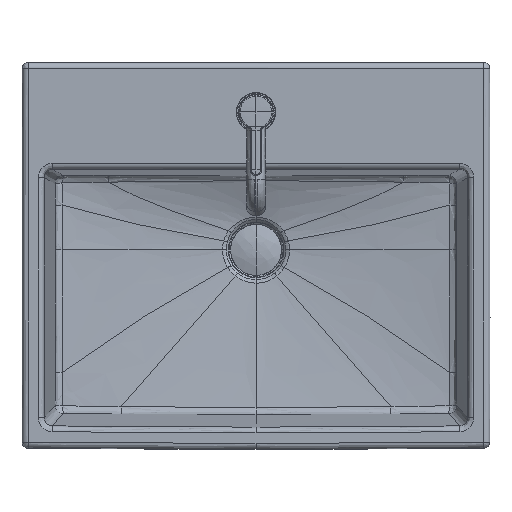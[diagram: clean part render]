
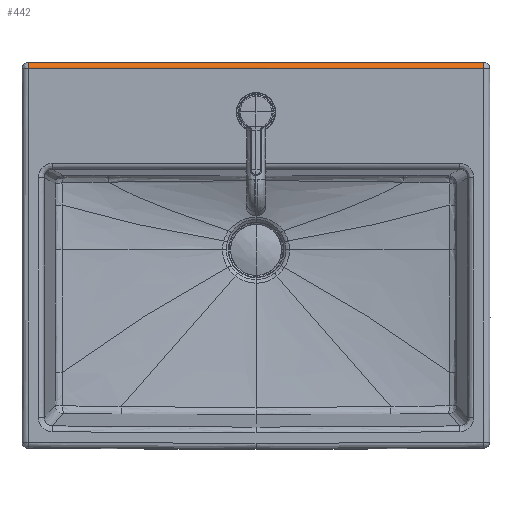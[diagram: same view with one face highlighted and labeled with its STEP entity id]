
A CAD part, top view. The second image highlights one B-rep face of the part: STEP entity #442.
In plain terms, the highlighted free-form (B-spline) face has degree [2, 1] with [3, 2] control points.
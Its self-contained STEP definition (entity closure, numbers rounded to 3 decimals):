
#442=ADVANCED_FACE('',(#1251),#24405,.T.);
#1251=FACE_OUTER_BOUND('',#2090,.T.);
#2090=EDGE_LOOP('',(#4228,#4229,#4230,#4231));
#4228=ORIENTED_EDGE('',*,*,#17596,.T.);
#4229=ORIENTED_EDGE('',*,*,#17597,.T.);
#4230=ORIENTED_EDGE('',*,*,#17598,.T.);
#4231=ORIENTED_EDGE('',*,*,#17538,.F.);
#6903=(
BOUNDED_CURVE()
B_SPLINE_CURVE(2,(#70885,#70886,#70887),.UNSPECIFIED.,.F.,.F.)
B_SPLINE_CURVE_WITH_KNOTS((3,3),(3.142,4.712),
 .UNSPECIFIED.)
CURVE()
GEOMETRIC_REPRESENTATION_ITEM()
RATIONAL_B_SPLINE_CURVE((1.,0.707,1.))
REPRESENTATION_ITEM('')
);
#6904=(
BOUNDED_CURVE()
B_SPLINE_CURVE(1,(#70890,#70891),.UNSPECIFIED.,.F.,.F.)
B_SPLINE_CURVE_WITH_KNOTS((2,2),(53.659,589.65),
 .UNSPECIFIED.)
CURVE()
GEOMETRIC_REPRESENTATION_ITEM()
RATIONAL_B_SPLINE_CURVE((1.,1.))
REPRESENTATION_ITEM('')
);
#6905=(
BOUNDED_CURVE()
B_SPLINE_CURVE(2,(#70894,#70895,#70896),.UNSPECIFIED.,.F.,.F.)
B_SPLINE_CURVE_WITH_KNOTS((3,3),(-4.712,-3.142),
 .UNSPECIFIED.)
CURVE()
GEOMETRIC_REPRESENTATION_ITEM()
RATIONAL_B_SPLINE_CURVE((1.,0.707,1.))
REPRESENTATION_ITEM('')
);
#8956=PCURVE('',#24803,#12670);
#9027=PCURVE('',#24405,#12741);
#9028=PCURVE('',#24405,#12742);
#9029=PCURVE('',#24405,#12743);
#9030=PCURVE('',#24405,#12744);
#9121=PCURVE('',#24416,#12835);
#9126=PCURVE('',#24822,#12840);
#9709=PCURVE('',#24460,#13423);
#12670=DEFINITIONAL_REPRESENTATION('',(#20418),#92155);
#12741=DEFINITIONAL_REPRESENTATION('',(#20522),#92155);
#12742=DEFINITIONAL_REPRESENTATION('',(#20523),#92155);
#12743=DEFINITIONAL_REPRESENTATION('',(#20524),#92155);
#12744=DEFINITIONAL_REPRESENTATION('',(#20525),#92155);
#12835=DEFINITIONAL_REPRESENTATION('',(#20650),#92155);
#12840=DEFINITIONAL_REPRESENTATION('',(#20654),#92155);
#13423=DEFINITIONAL_REPRESENTATION('',(#21487),#92155);
#15651=SURFACE_CURVE('',#20417,(#8956,#9030),.PCURVE_S1.);
#15709=SURFACE_CURVE('',#6903,(#9027,#9121),.PCURVE_S1.);
#15710=SURFACE_CURVE('',#6904,(#9028,#9126),.PCURVE_S1.);
#15711=SURFACE_CURVE('',#6905,(#9029,#9709),.PCURVE_S1.);
#17538=EDGE_CURVE('',#23617,#23618,#15651,.T.);
#17596=EDGE_CURVE('',#23617,#23666,#15709,.T.);
#17597=EDGE_CURVE('',#23666,#23667,#15710,.T.);
#17598=EDGE_CURVE('',#23667,#23618,#15711,.T.);
#20417=B_SPLINE_CURVE_WITH_KNOTS('',1,(#69742,#69743),.UNSPECIFIED.,.F.,
 .F.,(2,2),(-535.991,0.),.UNSPECIFIED.);
#20418=B_SPLINE_CURVE_WITH_KNOTS('',1,(#69744,#69745),.UNSPECIFIED.,.F.,
 .F.,(2,2),(-535.991,0.),.UNSPECIFIED.);
#20522=B_SPLINE_CURVE_WITH_KNOTS('',1,(#70888,#70889),.UNSPECIFIED.,.F.,
 .F.,(2,2),(3.142,4.712),.UNSPECIFIED.);
#20523=B_SPLINE_CURVE_WITH_KNOTS('',1,(#70892,#70893),.UNSPECIFIED.,.F.,
 .F.,(2,2),(53.659,589.65),.UNSPECIFIED.);
#20524=B_SPLINE_CURVE_WITH_KNOTS('',1,(#70897,#70898),.UNSPECIFIED.,.F.,
 .F.,(2,2),(-4.712,-3.142),.UNSPECIFIED.);
#20525=B_SPLINE_CURVE_WITH_KNOTS('',1,(#70899,#70900),.UNSPECIFIED.,.F.,
 .F.,(2,2),(-535.991,0.),.UNSPECIFIED.);
#20650=B_SPLINE_CURVE_WITH_KNOTS('',1,(#71600,#71601),.UNSPECIFIED.,.F.,
 .F.,(2,2),(3.142,4.712),.UNSPECIFIED.);
#20654=B_SPLINE_CURVE_WITH_KNOTS('',1,(#71620,#71621),.UNSPECIFIED.,.F.,
 .F.,(2,2),(53.659,589.65),.UNSPECIFIED.);
#21487=B_SPLINE_CURVE_WITH_KNOTS('',1,(#79038,#79039),.UNSPECIFIED.,.F.,
 .F.,(2,2),(-4.712,-3.142),.UNSPECIFIED.);
#23617=VERTEX_POINT('',#65087);
#23618=VERTEX_POINT('',#65088);
#23666=VERTEX_POINT('',#65136);
#23667=VERTEX_POINT('',#65137);
#24405=(
BOUNDED_SURFACE()
B_SPLINE_SURFACE(2,1,((#44877,#44878),(#44879,#44880),(#44881,#44882)),
 .UNSPECIFIED.,.F.,.F.,.F.)
B_SPLINE_SURFACE_WITH_KNOTS((3,3),(2,2),(3.142,4.712),
(53.659,589.65),.UNSPECIFIED.)
GEOMETRIC_REPRESENTATION_ITEM()
RATIONAL_B_SPLINE_SURFACE(((1.,1.),(0.707,0.707),
(1.,1.)))
REPRESENTATION_ITEM('')
SURFACE()
);
#24416=(
BOUNDED_SURFACE()
B_SPLINE_SURFACE(2,2,((#46334,#46335,#46336,#46337,#46338),(#46339,#46340,
#46341,#46342,#46343),(#46344,#46345,#46346,#46347,#46348)),
 .UNSPECIFIED.,.F.,.F.,.F.)
B_SPLINE_SURFACE_WITH_KNOTS((3,3),(3,2,3),(1.575,3.142),
(-0.009,0.781,1.571),.UNSPECIFIED.)
GEOMETRIC_REPRESENTATION_ITEM()
RATIONAL_B_SPLINE_SURFACE(((1.,0.923,1.,0.923,1.),
(0.709,0.654,0.709,0.654,
0.709),(1.,0.923,1.,0.923,1.)))
REPRESENTATION_ITEM('')
SURFACE()
);
#24460=(
BOUNDED_SURFACE()
B_SPLINE_SURFACE(2,2,((#59123,#59124,#59125,#59126,#59127),(#59128,#59129,
#59130,#59131,#59132),(#59133,#59134,#59135,#59136,#59137)),
 .UNSPECIFIED.,.F.,.F.,.F.)
B_SPLINE_SURFACE_WITH_KNOTS((3,3),(3,2,3),(3.142,4.708),
(-0.009,0.781,1.571),.UNSPECIFIED.)
GEOMETRIC_REPRESENTATION_ITEM()
RATIONAL_B_SPLINE_SURFACE(((1.,0.923,1.,0.923,1.),
(0.709,0.654,0.709,0.654,
0.709),(1.,0.923,1.,0.923,1.)))
REPRESENTATION_ITEM('')
SURFACE()
);
#24803=B_SPLINE_SURFACE_WITH_KNOTS('',1,1,((#44447,#44448),(#44449,#44450)),
 .UNSPECIFIED.,.F.,.F.,.F.,(2,2),(2,2),(5.4,446.386),
(6.261,543.458),.UNSPECIFIED.);
#24822=B_SPLINE_SURFACE_WITH_KNOTS('',1,1,((#46349,#46350),(#46351,#46352)),
 .UNSPECIFIED.,.F.,.F.,.F.,(2,2),(2,2),(0.99,537.001),(0.99,
44.01),.UNSPECIFIED.);
#44447=CARTESIAN_POINT('',(268.37,-220.493,80.653));
#44448=CARTESIAN_POINT('',(-268.827,-220.493,80.653));
#44449=CARTESIAN_POINT('',(268.37,220.493,80.653));
#44450=CARTESIAN_POINT('',(-268.827,220.493,80.653));
#44877=CARTESIAN_POINT('',(267.767,220.483,80.653));
#44878=CARTESIAN_POINT('',(-268.224,220.483,80.653));
#44879=CARTESIAN_POINT('',(267.767,227.483,80.653));
#44880=CARTESIAN_POINT('',(-268.224,227.483,80.653));
#44881=CARTESIAN_POINT('',(267.767,227.483,73.653));
#44882=CARTESIAN_POINT('',(-268.224,227.483,73.653));
#46334=CARTESIAN_POINT('',(274.767,220.515,73.592));
#46335=CARTESIAN_POINT('',(274.792,220.515,76.509));
#46336=CARTESIAN_POINT('',(272.738,220.506,78.581));
#46337=CARTESIAN_POINT('',(270.684,220.496,80.653));
#46338=CARTESIAN_POINT('',(267.767,220.483,80.653));
#46339=CARTESIAN_POINT('',(274.736,227.483,73.592));
#46340=CARTESIAN_POINT('',(274.761,227.509,76.509));
#46341=CARTESIAN_POINT('',(272.716,225.455,78.581));
#46342=CARTESIAN_POINT('',(270.671,223.401,80.653));
#46343=CARTESIAN_POINT('',(267.767,220.483,80.653));
#46344=CARTESIAN_POINT('',(267.767,227.483,73.592));
#46345=CARTESIAN_POINT('',(267.767,227.509,76.509));
#46346=CARTESIAN_POINT('',(267.767,225.455,78.581));
#46347=CARTESIAN_POINT('',(267.767,223.401,80.653));
#46348=CARTESIAN_POINT('',(267.767,220.483,80.653));
#46349=CARTESIAN_POINT('',(-268.234,227.483,73.663));
#46350=CARTESIAN_POINT('',(-268.234,227.483,30.643));
#46351=CARTESIAN_POINT('',(267.777,227.483,73.663));
#46352=CARTESIAN_POINT('',(267.777,227.483,30.643));
#59123=CARTESIAN_POINT('',(-268.224,227.483,73.592));
#59124=CARTESIAN_POINT('',(-268.224,227.509,76.509));
#59125=CARTESIAN_POINT('',(-268.224,225.455,78.581));
#59126=CARTESIAN_POINT('',(-268.224,223.401,80.653));
#59127=CARTESIAN_POINT('',(-268.224,220.483,80.653));
#59128=CARTESIAN_POINT('',(-275.193,227.483,73.592));
#59129=CARTESIAN_POINT('',(-275.218,227.509,76.509));
#59130=CARTESIAN_POINT('',(-273.174,225.455,78.581));
#59131=CARTESIAN_POINT('',(-271.129,223.401,80.653));
#59132=CARTESIAN_POINT('',(-268.224,220.483,80.653));
#59133=CARTESIAN_POINT('',(-275.224,220.515,73.592));
#59134=CARTESIAN_POINT('',(-275.249,220.515,76.509));
#59135=CARTESIAN_POINT('',(-273.196,220.506,78.581));
#59136=CARTESIAN_POINT('',(-271.142,220.496,80.653));
#59137=CARTESIAN_POINT('',(-268.224,220.483,80.653));
#65087=CARTESIAN_POINT('',(267.767,220.483,80.653));
#65088=CARTESIAN_POINT('',(-268.224,220.483,80.653));
#65136=CARTESIAN_POINT('',(267.767,227.483,73.653));
#65137=CARTESIAN_POINT('',(-268.224,227.483,73.653));
#69742=CARTESIAN_POINT('',(267.767,220.483,80.653));
#69743=CARTESIAN_POINT('',(-268.224,220.483,80.653));
#69744=CARTESIAN_POINT('',(446.376,6.864));
#69745=CARTESIAN_POINT('',(446.376,542.855));
#70885=CARTESIAN_POINT('',(267.767,220.483,80.653));
#70886=CARTESIAN_POINT('',(267.767,227.483,80.653));
#70887=CARTESIAN_POINT('',(267.767,227.483,73.653));
#70888=CARTESIAN_POINT('',(3.142,53.659));
#70889=CARTESIAN_POINT('',(4.712,53.659));
#70890=CARTESIAN_POINT('',(267.767,227.483,73.653));
#70891=CARTESIAN_POINT('',(-268.224,227.483,73.653));
#70892=CARTESIAN_POINT('',(4.712,53.659));
#70893=CARTESIAN_POINT('',(4.712,589.65));
#70894=CARTESIAN_POINT('',(-268.224,227.483,73.653));
#70895=CARTESIAN_POINT('',(-268.224,227.483,80.653));
#70896=CARTESIAN_POINT('',(-268.224,220.483,80.653));
#70897=CARTESIAN_POINT('',(4.712,589.65));
#70898=CARTESIAN_POINT('',(3.142,589.65));
#70899=CARTESIAN_POINT('',(3.142,53.659));
#70900=CARTESIAN_POINT('',(3.142,589.65));
#71600=CARTESIAN_POINT('',(3.142,1.571));
#71601=CARTESIAN_POINT('',(3.142,0.));
#71620=CARTESIAN_POINT('',(536.991,1.));
#71621=CARTESIAN_POINT('',(1.,1.));
#79038=CARTESIAN_POINT('',(3.142,0.));
#79039=CARTESIAN_POINT('',(3.142,1.571));
#92155=(
GEOMETRIC_REPRESENTATION_CONTEXT(2)
PARAMETRIC_REPRESENTATION_CONTEXT()
REPRESENTATION_CONTEXT('pspace','')
);
